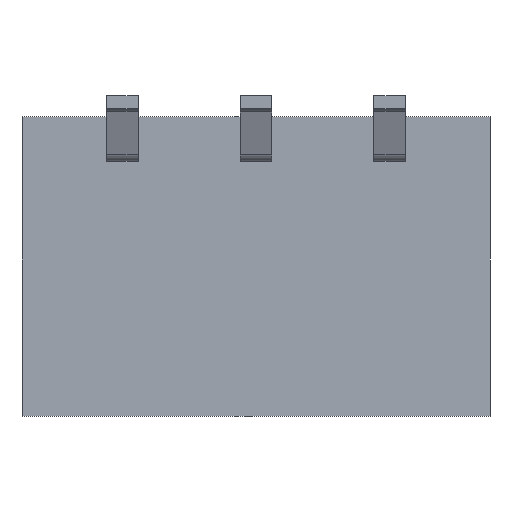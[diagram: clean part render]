
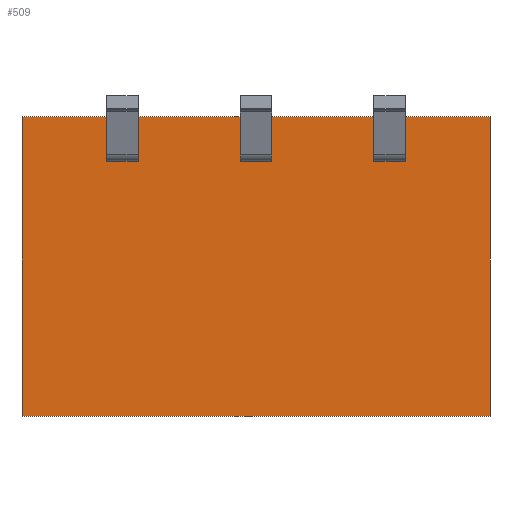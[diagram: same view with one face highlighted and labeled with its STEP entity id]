
A CAD part, left-side view. The second image highlights one B-rep face of the part: STEP entity #509.
In plain terms, the highlighted planar face has unit normal (-1, 0, 0).
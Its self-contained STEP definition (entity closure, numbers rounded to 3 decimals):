
#6 = EDGE_CURVE ( 'NONE', #578, #3408, #1036, .T. ) ;
#16 = CARTESIAN_POINT ( 'NONE',  ( -6.4, 2.54, 0.25 ) ) ;
#18 = VERTEX_POINT ( 'NONE', #1401 ) ;
#29 = VECTOR ( 'NONE', #262, 1000. ) ;
#70 = EDGE_CURVE ( 'NONE', #774, #2032, #2072, .T. ) ;
#145 = ORIENTED_EDGE ( 'NONE', *, *, #2674, .F. ) ;
#182 = CARTESIAN_POINT ( 'NONE',  ( -6.4, -1.61, 0.85 ) ) ;
#185 = CARTESIAN_POINT ( 'NONE',  ( -6.4, 7.29, 0.85 ) ) ;
#210 = VECTOR ( 'NONE', #2933, 1000. ) ;
#239 = EDGE_CURVE ( 'NONE', #1892, #1528, #2849, .T. ) ;
#242 = VECTOR ( 'NONE', #1744, 1000. ) ;
#250 = ORIENTED_EDGE ( 'NONE', *, *, #2984, .F. ) ;
#262 = DIRECTION ( 'NONE',  ( 0., 0., -1. ) ) ;
#280 = CARTESIAN_POINT ( 'NONE',  ( -6.4, 3.14, 0.25 ) ) ;
#312 = VECTOR ( 'NONE', #1088, 1000. ) ;
#408 = VECTOR ( 'NONE', #2738, 1000. ) ;
#471 = VECTOR ( 'NONE', #897, 1000. ) ;
#484 = VECTOR ( 'NONE', #1934, 1000. ) ;
#487 = CARTESIAN_POINT ( 'NONE',  ( -6.4, 0.6, 0.25 ) ) ;
#500 = DIRECTION ( 'NONE',  ( 0., 1., 0. ) ) ;
#509 = ADVANCED_FACE ( 'NONE', ( #1513, #1313, #628, #826 ), #1530, .F. ) ;
#535 = VECTOR ( 'NONE', #1017, 1000. ) ;
#545 = VECTOR ( 'NONE', #3465, 1000. ) ;
#555 = ORIENTED_EDGE ( 'NONE', *, *, #1533, .F. ) ;
#578 = VERTEX_POINT ( 'NONE', #2325 ) ;
#587 = CARTESIAN_POINT ( 'NONE',  ( -6.4, 5.08, 0. ) ) ;
#597 = LINE ( 'NONE', #1799, #1915 ) ;
#616 = CARTESIAN_POINT ( 'NONE',  ( -6.4, 2.54, 0.25 ) ) ;
#628 = FACE_BOUND ( 'NONE', #2757, .T. ) ;
#728 = CARTESIAN_POINT ( 'NONE',  ( -6.4, 0.6, 0. ) ) ;
#774 = VERTEX_POINT ( 'NONE', #616 ) ;
#826 = FACE_BOUND ( 'NONE', #2143, .T. ) ;
#845 = ORIENTED_EDGE ( 'NONE', *, *, #6, .T. ) ;
#857 = EDGE_LOOP ( 'NONE', ( #250, #1734, #1052, #1686 ) ) ;
#879 = CARTESIAN_POINT ( 'NONE',  ( -6.4, 0.6, 0.25 ) ) ;
#897 = DIRECTION ( 'NONE',  ( 0., 1., 0. ) ) ;
#912 = ORIENTED_EDGE ( 'NONE', *, *, #1436, .T. ) ;
#1002 = LINE ( 'NONE', #2734, #242 ) ;
#1010 = CARTESIAN_POINT ( 'NONE',  ( -6.4, 0., 0.25 ) ) ;
#1017 = DIRECTION ( 'NONE',  ( 0., 0., -1. ) ) ;
#1036 = LINE ( 'NONE', #587, #408 ) ;
#1052 = ORIENTED_EDGE ( 'NONE', *, *, #2740, .T. ) ;
#1062 = ORIENTED_EDGE ( 'NONE', *, *, #2525, .F. ) ;
#1088 = DIRECTION ( 'NONE',  ( 0., 0., -1. ) ) ;
#1117 = VECTOR ( 'NONE', #500, 1000. ) ;
#1121 = CARTESIAN_POINT ( 'NONE',  ( -6.4, 5.08, 0.25 ) ) ;
#1177 = CARTESIAN_POINT ( 'NONE',  ( -6.4, 0., 0. ) ) ;
#1203 = EDGE_CURVE ( 'NONE', #1528, #2904, #2946, .T. ) ;
#1205 = ORIENTED_EDGE ( 'NONE', *, *, #2551, .F. ) ;
#1230 = ORIENTED_EDGE ( 'NONE', *, *, #2316, .T. ) ;
#1252 = LINE ( 'NONE', #487, #535 ) ;
#1272 = DIRECTION ( 'NONE',  ( 0., 0., -1. ) ) ;
#1313 = FACE_OUTER_BOUND ( 'NONE', #2028, .T. ) ;
#1383 = CARTESIAN_POINT ( 'NONE',  ( -6.4, 5.68, 0.25 ) ) ;
#1385 = VERTEX_POINT ( 'NONE', #1602 ) ;
#1401 = CARTESIAN_POINT ( 'NONE',  ( -6.4, 5.08, 0.25 ) ) ;
#1404 = CARTESIAN_POINT ( 'NONE',  ( -6.4, 2.54, 0. ) ) ;
#1430 = ORIENTED_EDGE ( 'NONE', *, *, #2227, .F. ) ;
#1436 = EDGE_CURVE ( 'NONE', #1385, #1481, #3354, .T. ) ;
#1481 = VERTEX_POINT ( 'NONE', #728 ) ;
#1513 = FACE_BOUND ( 'NONE', #857, .T. ) ;
#1528 = VERTEX_POINT ( 'NONE', #185 ) ;
#1530 = PLANE ( 'NONE',  #2174 ) ;
#1533 = EDGE_CURVE ( 'NONE', #3423, #2904, #597, .T. ) ;
#1585 = CARTESIAN_POINT ( 'NONE',  ( -6.4, -1.61, 0.85 ) ) ;
#1602 = CARTESIAN_POINT ( 'NONE',  ( -6.4, 0., 0. ) ) ;
#1614 = VERTEX_POINT ( 'NONE', #3455 ) ;
#1661 = EDGE_CURVE ( 'NONE', #3079, #2770, #3440, .T. ) ;
#1683 = VECTOR ( 'NONE', #2993, 1000. ) ;
#1686 = ORIENTED_EDGE ( 'NONE', *, *, #1661, .F. ) ;
#1727 = LINE ( 'NONE', #2222, #484 ) ;
#1734 = ORIENTED_EDGE ( 'NONE', *, *, #70, .T. ) ;
#1744 = DIRECTION ( 'NONE',  ( 0., 0., -1. ) ) ;
#1799 = CARTESIAN_POINT ( 'NONE',  ( -6.4, -1.61, -4.85 ) ) ;
#1883 = DIRECTION ( 'NONE',  ( 0., 1., 0. ) ) ;
#1892 = VERTEX_POINT ( 'NONE', #1585 ) ;
#1915 = VECTOR ( 'NONE', #3435, 1000. ) ;
#1934 = DIRECTION ( 'NONE',  ( 0., 1., 0. ) ) ;
#1951 = LINE ( 'NONE', #182, #545 ) ;
#2028 = EDGE_LOOP ( 'NONE', ( #2056, #555, #1062, #2533 ) ) ;
#2032 = VERTEX_POINT ( 'NONE', #1404 ) ;
#2056 = ORIENTED_EDGE ( 'NONE', *, *, #1203, .T. ) ;
#2071 = EDGE_CURVE ( 'NONE', #1614, #3408, #2213, .T. ) ;
#2072 = LINE ( 'NONE', #2982, #29 ) ;
#2075 = VERTEX_POINT ( 'NONE', #879 ) ;
#2126 = CARTESIAN_POINT ( 'NONE',  ( -6.4, 7.29, -4.85 ) ) ;
#2129 = CARTESIAN_POINT ( 'NONE',  ( -6.4, 0., 0.25 ) ) ;
#2143 = EDGE_LOOP ( 'NONE', ( #1205, #1230, #845, #2441 ) ) ;
#2160 = VECTOR ( 'NONE', #1883, 1000. ) ;
#2174 = AXIS2_PLACEMENT_3D ( 'NONE', #3124, #2372, #2629 ) ;
#2213 = LINE ( 'NONE', #1383, #2630 ) ;
#2222 = CARTESIAN_POINT ( 'NONE',  ( -6.4, 2.54, 0. ) ) ;
#2227 = EDGE_CURVE ( 'NONE', #2075, #1481, #1252, .T. ) ;
#2249 = VECTOR ( 'NONE', #1272, 1000. ) ;
#2250 = DIRECTION ( 'NONE',  ( 0., 0., -1. ) ) ;
#2256 = LINE ( 'NONE', #16, #210 ) ;
#2316 = EDGE_CURVE ( 'NONE', #18, #578, #3111, .T. ) ;
#2325 = CARTESIAN_POINT ( 'NONE',  ( -6.4, 5.08, 0. ) ) ;
#2372 = DIRECTION ( 'NONE',  ( 1., 0., 0. ) ) ;
#2389 = CARTESIAN_POINT ( 'NONE',  ( -6.4, 5.08, 0.25 ) ) ;
#2441 = ORIENTED_EDGE ( 'NONE', *, *, #2071, .F. ) ;
#2494 = CARTESIAN_POINT ( 'NONE',  ( -6.4, 3.14, 0.25 ) ) ;
#2506 = CARTESIAN_POINT ( 'NONE',  ( -6.4, -1.61, 0.85 ) ) ;
#2525 = EDGE_CURVE ( 'NONE', #1892, #3423, #1951, .T. ) ;
#2533 = ORIENTED_EDGE ( 'NONE', *, *, #239, .T. ) ;
#2551 = EDGE_CURVE ( 'NONE', #18, #1614, #2787, .T. ) ;
#2557 = VECTOR ( 'NONE', #3093, 1000. ) ;
#2629 = DIRECTION ( 'NONE',  ( 0., 0., -1. ) ) ;
#2630 = VECTOR ( 'NONE', #2250, 1000. ) ;
#2674 = EDGE_CURVE ( 'NONE', #2847, #2075, #2956, .T. ) ;
#2734 = CARTESIAN_POINT ( 'NONE',  ( -6.4, 0., 0.25 ) ) ;
#2738 = DIRECTION ( 'NONE',  ( 0., 1., 0. ) ) ;
#2740 = EDGE_CURVE ( 'NONE', #2032, #2770, #1727, .T. ) ;
#2744 = CARTESIAN_POINT ( 'NONE',  ( -6.4, 5.68, 0. ) ) ;
#2757 = EDGE_LOOP ( 'NONE', ( #3292, #912, #1430, #145 ) ) ;
#2770 = VERTEX_POINT ( 'NONE', #3086 ) ;
#2787 = LINE ( 'NONE', #2389, #1117 ) ;
#2847 = VERTEX_POINT ( 'NONE', #1010 ) ;
#2849 = LINE ( 'NONE', #2506, #471 ) ;
#2904 = VERTEX_POINT ( 'NONE', #2126 ) ;
#2933 = DIRECTION ( 'NONE',  ( 0., 1., 0. ) ) ;
#2946 = LINE ( 'NONE', #3186, #2249 ) ;
#2956 = LINE ( 'NONE', #2129, #2160 ) ;
#2982 = CARTESIAN_POINT ( 'NONE',  ( -6.4, 2.54, 0.25 ) ) ;
#2984 = EDGE_CURVE ( 'NONE', #774, #3079, #2256, .T. ) ;
#2993 = DIRECTION ( 'NONE',  ( 0., 0., -1. ) ) ;
#3012 = CARTESIAN_POINT ( 'NONE',  ( -6.4, -1.61, -4.85 ) ) ;
#3079 = VERTEX_POINT ( 'NONE', #2494 ) ;
#3086 = CARTESIAN_POINT ( 'NONE',  ( -6.4, 3.14, 0. ) ) ;
#3093 = DIRECTION ( 'NONE',  ( 0., 1., 0. ) ) ;
#3111 = LINE ( 'NONE', #1121, #1683 ) ;
#3124 = CARTESIAN_POINT ( 'NONE',  ( -6.4, -1.61, 0.85 ) ) ;
#3186 = CARTESIAN_POINT ( 'NONE',  ( -6.4, 7.29, 0.85 ) ) ;
#3228 = EDGE_CURVE ( 'NONE', #2847, #1385, #1002, .T. ) ;
#3292 = ORIENTED_EDGE ( 'NONE', *, *, #3228, .T. ) ;
#3354 = LINE ( 'NONE', #1177, #2557 ) ;
#3408 = VERTEX_POINT ( 'NONE', #2744 ) ;
#3423 = VERTEX_POINT ( 'NONE', #3012 ) ;
#3435 = DIRECTION ( 'NONE',  ( 0., 1., 0. ) ) ;
#3440 = LINE ( 'NONE', #280, #312 ) ;
#3455 = CARTESIAN_POINT ( 'NONE',  ( -6.4, 5.68, 0.25 ) ) ;
#3465 = DIRECTION ( 'NONE',  ( 0., 0., -1. ) ) ;
